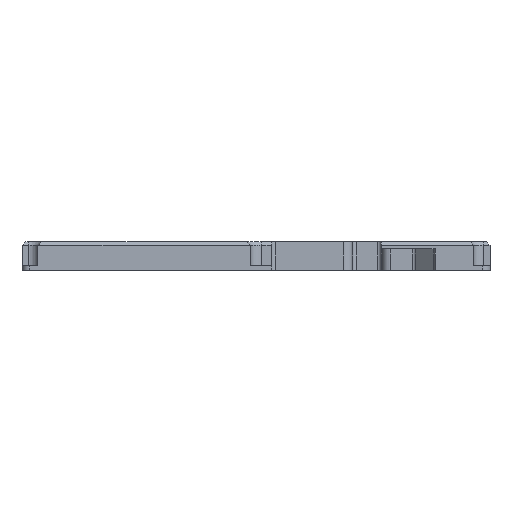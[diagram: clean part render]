
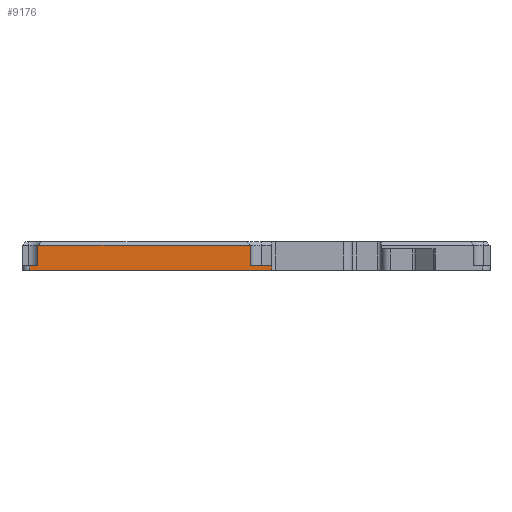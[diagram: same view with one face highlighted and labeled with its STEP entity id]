
A CAD part, left-side view. The second image highlights one B-rep face of the part: STEP entity #9176.
In plain terms, the highlighted planar face has unit normal (-1, 0, 0).
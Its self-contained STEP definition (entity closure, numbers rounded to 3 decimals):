
#342 = AXIS2_PLACEMENT_3D ( 'NONE', #17340, #3622, #3430 ) ;
#971 = VERTEX_POINT ( 'NONE', #12402 ) ;
#1139 = VERTEX_POINT ( 'NONE', #6510 ) ;
#1821 = CARTESIAN_POINT ( 'NONE',  ( -31.6, 221.55, 2.5 ) ) ;
#2655 = CARTESIAN_POINT ( 'NONE',  ( -31.6, 221.55, 13.4 ) ) ;
#2685 = DIRECTION ( 'NONE',  ( 0., 0., 1. ) ) ;
#2993 = LINE ( 'NONE', #8736, #13792 ) ;
#3430 = DIRECTION ( 'NONE',  ( 0., 1., 0. ) ) ;
#3497 = DIRECTION ( 'NONE',  ( 0., 0., -1. ) ) ;
#3530 = LINE ( 'NONE', #18113, #6167 ) ;
#3622 = DIRECTION ( 'NONE',  ( 1., 0., 0. ) ) ;
#3774 = CARTESIAN_POINT ( 'NONE',  ( -31.6, 108.55, 13.4 ) ) ;
#4083 = PLANE ( 'NONE',  #342 ) ;
#4795 = EDGE_CURVE ( 'NONE', #16171, #8138, #14761, .T. ) ;
#4807 = ORIENTED_EDGE ( 'NONE', *, *, #7012, .T. ) ;
#5194 = EDGE_CURVE ( 'NONE', #8023, #1139, #15234, .T. ) ;
#5878 = CARTESIAN_POINT ( 'NONE',  ( -31.6, 230., 0. ) ) ;
#6033 = FACE_OUTER_BOUND ( 'NONE', #16779, .T. ) ;
#6167 = VECTOR ( 'NONE', #3497, 1000. ) ;
#6215 = ORIENTED_EDGE ( 'NONE', *, *, #17073, .F. ) ;
#6510 = CARTESIAN_POINT ( 'NONE',  ( -31.6, 221.55, 13.4 ) ) ;
#6561 = DIRECTION ( 'NONE',  ( 0., 1., 0. ) ) ;
#6742 = ORIENTED_EDGE ( 'NONE', *, *, #4795, .F. ) ;
#7012 = EDGE_CURVE ( 'NONE', #11964, #8138, #12208, .T. ) ;
#7631 = VECTOR ( 'NONE', #17635, 1000. ) ;
#8023 = VERTEX_POINT ( 'NONE', #3774 ) ;
#8138 = VERTEX_POINT ( 'NONE', #15466 ) ;
#8736 = CARTESIAN_POINT ( 'NONE',  ( -31.6, 221.55, 2.5 ) ) ;
#9176 = ADVANCED_FACE ( 'NONE', ( #6033 ), #4083, .F. ) ;
#10152 = CARTESIAN_POINT ( 'NONE',  ( -31.6, 97.25, 2.5 ) ) ;
#10330 = CARTESIAN_POINT ( 'NONE',  ( -31.6, 226., 2.5 ) ) ;
#10574 = DIRECTION ( 'NONE',  ( 0., -1., 0. ) ) ;
#11083 = CARTESIAN_POINT ( 'NONE',  ( -31.6, 97.25, 2.5 ) ) ;
#11146 = VECTOR ( 'NONE', #6561, 1000. ) ;
#11660 = LINE ( 'NONE', #18301, #15768 ) ;
#11964 = VERTEX_POINT ( 'NONE', #14521 ) ;
#12208 = LINE ( 'NONE', #5878, #19872 ) ;
#12402 = CARTESIAN_POINT ( 'NONE',  ( -31.6, 108.55, 2.5 ) ) ;
#12884 = CARTESIAN_POINT ( 'NONE',  ( -31.6, 108.55, 2.5 ) ) ;
#12895 = ORIENTED_EDGE ( 'NONE', *, *, #5194, .T. ) ;
#13034 = ORIENTED_EDGE ( 'NONE', *, *, #16637, .F. ) ;
#13172 = ORIENTED_EDGE ( 'NONE', *, *, #15691, .F. ) ;
#13315 = ORIENTED_EDGE ( 'NONE', *, *, #15344, .T. ) ;
#13792 = VECTOR ( 'NONE', #2685, 1000. ) ;
#14252 = LINE ( 'NONE', #10152, #17822 ) ;
#14521 = CARTESIAN_POINT ( 'NONE',  ( -31.6, 226., 0. ) ) ;
#14761 = LINE ( 'NONE', #18350, #17853 ) ;
#15228 = VERTEX_POINT ( 'NONE', #1821 ) ;
#15234 = LINE ( 'NONE', #2655, #11146 ) ;
#15344 = EDGE_CURVE ( 'NONE', #16977, #11964, #3530, .T. ) ;
#15378 = DIRECTION ( 'NONE',  ( 0., -1., 0. ) ) ;
#15466 = CARTESIAN_POINT ( 'NONE',  ( -31.6, 97.25, 0. ) ) ;
#15691 = EDGE_CURVE ( 'NONE', #16977, #15228, #11660, .T. ) ;
#15768 = VECTOR ( 'NONE', #15378, 1000. ) ;
#15807 = LINE ( 'NONE', #12884, #7631 ) ;
#15891 = DIRECTION ( 'NONE',  ( 0., 0., -1. ) ) ;
#15925 = ORIENTED_EDGE ( 'NONE', *, *, #19609, .T. ) ;
#16171 = VERTEX_POINT ( 'NONE', #11083 ) ;
#16472 = DIRECTION ( 'NONE',  ( 0., -1., 0. ) ) ;
#16637 = EDGE_CURVE ( 'NONE', #15228, #1139, #2993, .T. ) ;
#16779 = EDGE_LOOP ( 'NONE', ( #15925, #12895, #13034, #13172, #13315, #4807, #6742, #6215 ) ) ;
#16977 = VERTEX_POINT ( 'NONE', #10330 ) ;
#17073 = EDGE_CURVE ( 'NONE', #971, #16171, #14252, .T. ) ;
#17340 = CARTESIAN_POINT ( 'NONE',  ( -31.6, 230., 15.4 ) ) ;
#17635 = DIRECTION ( 'NONE',  ( 0., 0., 1. ) ) ;
#17822 = VECTOR ( 'NONE', #16472, 1000. ) ;
#17853 = VECTOR ( 'NONE', #15891, 1000. ) ;
#18113 = CARTESIAN_POINT ( 'NONE',  ( -31.6, 226., 15.4 ) ) ;
#18301 = CARTESIAN_POINT ( 'NONE',  ( -31.6, 221.55, 2.5 ) ) ;
#18350 = CARTESIAN_POINT ( 'NONE',  ( -31.6, 97.25, 15.4 ) ) ;
#19609 = EDGE_CURVE ( 'NONE', #971, #8023, #15807, .T. ) ;
#19872 = VECTOR ( 'NONE', #10574, 1000. ) ;
